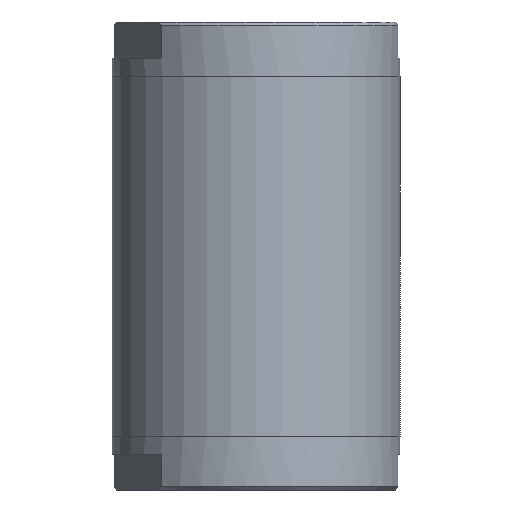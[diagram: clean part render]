
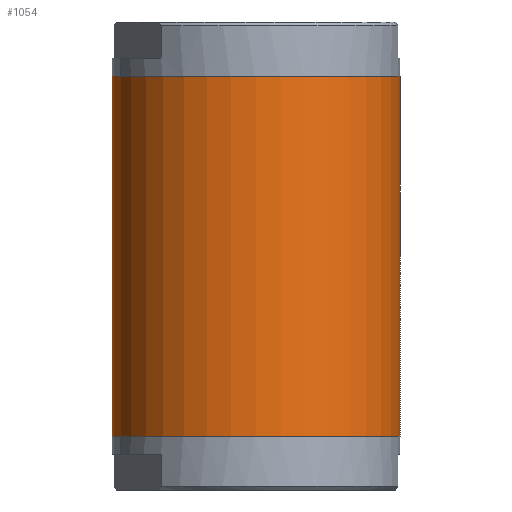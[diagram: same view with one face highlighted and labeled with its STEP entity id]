
A CAD part, front view. The second image highlights one B-rep face of the part: STEP entity #1054.
In plain terms, the highlighted cylindrical face has radius 40 mm (diameter 80 mm), a partial arc.
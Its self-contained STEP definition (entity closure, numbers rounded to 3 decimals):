
#6 = CARTESIAN_POINT ( 'NONE',  ( 40., 0., -100. ) ) ;
#13 = DIRECTION ( 'NONE',  ( 0., 0., -1. ) ) ;
#35 = DIRECTION ( 'NONE',  ( 1., 0., 0. ) ) ;
#47 = LINE ( 'NONE', #843, #343 ) ;
#86 = EDGE_CURVE ( 'NONE', #534, #1417, #548, .T. ) ;
#251 = EDGE_CURVE ( 'NONE', #1417, #1158, #47, .T. ) ;
#299 = AXIS2_PLACEMENT_3D ( 'NONE', #860, #855, #878 ) ;
#343 = VECTOR ( 'NONE', #1807, 1000. ) ;
#534 = VERTEX_POINT ( 'NONE', #1574 ) ;
#548 = CIRCLE ( 'NONE', #299, 40. ) ;
#592 = ORIENTED_EDGE ( 'NONE', *, *, #768, .F. ) ;
#601 = EDGE_LOOP ( 'NONE', ( #592, #741, #1154, #887 ) ) ;
#649 = AXIS2_PLACEMENT_3D ( 'NONE', #845, #13, #35 ) ;
#741 = ORIENTED_EDGE ( 'NONE', *, *, #86, .T. ) ;
#768 = EDGE_CURVE ( 'NONE', #534, #1825, #1861, .T. ) ;
#843 = CARTESIAN_POINT ( 'NONE',  ( 40., 0., 0. ) ) ;
#845 = CARTESIAN_POINT ( 'NONE',  ( 0., 0., 0. ) ) ;
#855 = DIRECTION ( 'NONE',  ( 0., 0., 1. ) ) ;
#860 = CARTESIAN_POINT ( 'NONE',  ( 0., 0., -100. ) ) ;
#874 = DIRECTION ( 'NONE',  ( 1., 0., 0. ) ) ;
#878 = DIRECTION ( 'NONE',  ( 1., 0., 0. ) ) ;
#887 = ORIENTED_EDGE ( 'NONE', *, *, #1655, .T. ) ;
#946 = CARTESIAN_POINT ( 'NONE',  ( -40., 0., 0. ) ) ;
#966 = CARTESIAN_POINT ( 'NONE',  ( -40., 0., 0. ) ) ;
#984 = AXIS2_PLACEMENT_3D ( 'NONE', #1159, #1018, #874 ) ;
#1018 = DIRECTION ( 'NONE',  ( 0., 0., 1. ) ) ;
#1054 = ADVANCED_FACE ( 'NONE', ( #1543 ), #1191, .T. ) ;
#1154 = ORIENTED_EDGE ( 'NONE', *, *, #251, .T. ) ;
#1158 = VERTEX_POINT ( 'NONE', #1179 ) ;
#1159 = CARTESIAN_POINT ( 'NONE',  ( 0., 0., 0. ) ) ;
#1179 = CARTESIAN_POINT ( 'NONE',  ( 40., 0., 0. ) ) ;
#1191 = CYLINDRICAL_SURFACE ( 'NONE', #984, 40. ) ;
#1381 = CIRCLE ( 'NONE', #649, 40. ) ;
#1417 = VERTEX_POINT ( 'NONE', #6 ) ;
#1543 = FACE_OUTER_BOUND ( 'NONE', #601, .T. ) ;
#1574 = CARTESIAN_POINT ( 'NONE',  ( -40., 0., -100. ) ) ;
#1655 = EDGE_CURVE ( 'NONE', #1158, #1825, #1381, .T. ) ;
#1696 = VECTOR ( 'NONE', #1800, 1000. ) ;
#1800 = DIRECTION ( 'NONE',  ( 0., 0., 1. ) ) ;
#1807 = DIRECTION ( 'NONE',  ( 0., 0., 1. ) ) ;
#1825 = VERTEX_POINT ( 'NONE', #946 ) ;
#1861 = LINE ( 'NONE', #966, #1696 ) ;
